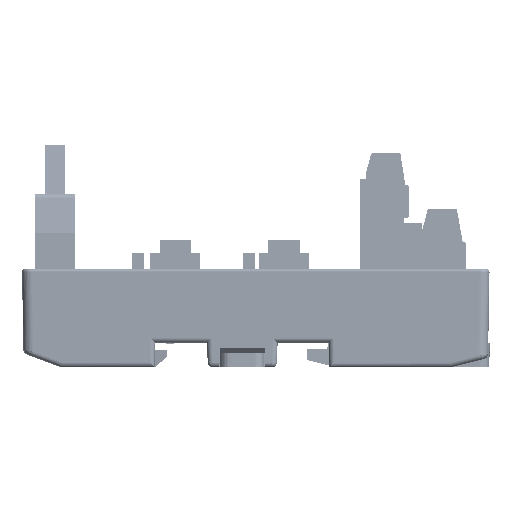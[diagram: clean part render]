
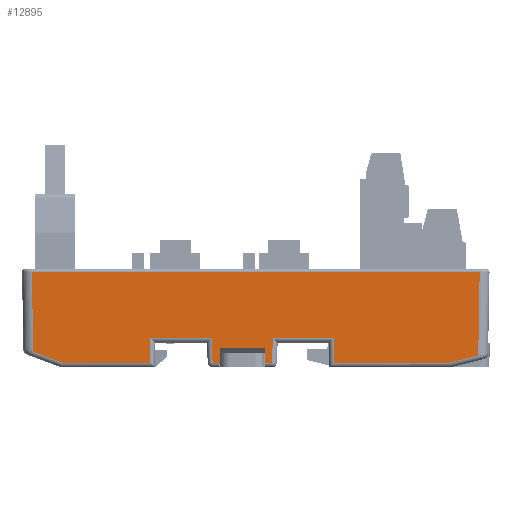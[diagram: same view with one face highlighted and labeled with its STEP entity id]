
A CAD part, left-side view. The second image highlights one B-rep face of the part: STEP entity #12895.
In plain terms, the highlighted planar face has unit normal (-1, 0, -0.018).
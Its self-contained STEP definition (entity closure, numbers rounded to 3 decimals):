
#6938=FACE_OUTER_BOUND('',#25819,.T.);
#12895=ADVANCED_FACE('',(#6938),#19018,.T.);
#19018=PLANE('',#117105);
#25819=EDGE_LOOP('',(#33330,#33331,#33332,#33333,#33334,#33335,#33336,#33337,
#33338,#33339,#33340,#33341,#33342,#33343,#33344,#33345,#33346,#33347));
#33330=ORIENTED_EDGE('',*,*,#76866,.T.);
#33331=ORIENTED_EDGE('',*,*,#76864,.T.);
#33332=ORIENTED_EDGE('',*,*,#76861,.T.);
#33333=ORIENTED_EDGE('',*,*,#76860,.T.);
#33334=ORIENTED_EDGE('',*,*,#76610,.T.);
#33335=ORIENTED_EDGE('',*,*,#76892,.T.);
#33336=ORIENTED_EDGE('',*,*,#76893,.T.);
#33337=ORIENTED_EDGE('',*,*,#76879,.T.);
#33338=ORIENTED_EDGE('',*,*,#76882,.T.);
#33339=ORIENTED_EDGE('',*,*,#76891,.T.);
#33340=ORIENTED_EDGE('',*,*,#76748,.F.);
#33341=ORIENTED_EDGE('',*,*,#76894,.T.);
#33342=ORIENTED_EDGE('',*,*,#76895,.T.);
#33343=ORIENTED_EDGE('',*,*,#76896,.T.);
#33344=ORIENTED_EDGE('',*,*,#76897,.T.);
#33345=ORIENTED_EDGE('',*,*,#76898,.T.);
#33346=ORIENTED_EDGE('',*,*,#76616,.T.);
#33347=ORIENTED_EDGE('',*,*,#76856,.T.);
#65795=VERTEX_POINT('',#154473);
#65796=VERTEX_POINT('',#154475);
#65800=VERTEX_POINT('',#154485);
#65801=VERTEX_POINT('',#154487);
#65889=VERTEX_POINT('',#154809);
#65890=VERTEX_POINT('',#154811);
#65960=VERTEX_POINT('',#155025);
#65961=VERTEX_POINT('',#155030);
#65962=VERTEX_POINT('',#155035);
#65963=VERTEX_POINT('',#155040);
#65968=VERTEX_POINT('',#155114);
#65969=VERTEX_POINT('',#155115);
#65970=VERTEX_POINT('',#155120);
#65973=VERTEX_POINT('',#155167);
#65974=VERTEX_POINT('',#155170);
#65975=VERTEX_POINT('',#155172);
#65976=VERTEX_POINT('',#155174);
#65977=VERTEX_POINT('',#155176);
#76610=EDGE_CURVE('',#65796,#65795,#93093,.T.);
#76616=EDGE_CURVE('',#65801,#65800,#93096,.T.);
#76748=EDGE_CURVE('',#65889,#65890,#93199,.T.);
#76856=EDGE_CURVE('',#65800,#65960,#93285,.T.);
#76860=EDGE_CURVE('',#65961,#65796,#93286,.T.);
#76861=EDGE_CURVE('',#65962,#65961,#93287,.T.);
#76864=EDGE_CURVE('',#65963,#65962,#93290,.T.);
#76866=EDGE_CURVE('',#65960,#65963,#93292,.T.);
#76879=EDGE_CURVE('',#65968,#65969,#93297,.T.);
#76882=EDGE_CURVE('',#65969,#65970,#93298,.T.);
#76891=EDGE_CURVE('',#65970,#65890,#93302,.T.);
#76892=EDGE_CURVE('',#65795,#65973,#93303,.T.);
#76893=EDGE_CURVE('',#65973,#65968,#93304,.T.);
#76894=EDGE_CURVE('',#65889,#65974,#93305,.T.);
#76895=EDGE_CURVE('',#65974,#65975,#93306,.T.);
#76896=EDGE_CURVE('',#65975,#65976,#93307,.T.);
#76897=EDGE_CURVE('',#65976,#65977,#93308,.T.);
#76898=EDGE_CURVE('',#65977,#65801,#93309,.T.);
#93093=LINE('',#154474,#105225);
#93096=LINE('',#154486,#105228);
#93199=LINE('',#154810,#105331);
#93285=LINE('',#155026,#105417);
#93286=LINE('',#155032,#105418);
#93287=LINE('',#155034,#105419);
#93290=LINE('',#155039,#105422);
#93292=LINE('',#155043,#105424);
#93297=LINE('',#155113,#105429);
#93298=LINE('',#155119,#105430);
#93302=LINE('',#155164,#105434);
#93303=LINE('',#155166,#105435);
#93304=LINE('',#155168,#105436);
#93305=LINE('',#155169,#105437);
#93306=LINE('',#155171,#105438);
#93307=LINE('',#155173,#105439);
#93308=LINE('',#155175,#105440);
#93309=LINE('',#155177,#105441);
#105225=VECTOR('',#125594,1.);
#105228=VECTOR('',#125605,1.);
#105331=VECTOR('',#125828,1.);
#105417=VECTOR('',#126032,1.);
#105418=VECTOR('',#126041,1.);
#105419=VECTOR('',#126044,1.);
#105422=VECTOR('',#126049,1.);
#105424=VECTOR('',#126053,1.);
#105429=VECTOR('',#126084,1.);
#105430=VECTOR('',#126091,1.);
#105434=VECTOR('',#126111,1.);
#105435=VECTOR('',#126114,1.);
#105436=VECTOR('',#126115,1.);
#105437=VECTOR('',#126116,1.);
#105438=VECTOR('',#126117,1.);
#105439=VECTOR('',#126118,1.);
#105440=VECTOR('',#126119,1.);
#105441=VECTOR('',#126120,1.);
#117105=AXIS2_PLACEMENT_3D('',#155178,#126121,#126122);
#125594=DIRECTION('',(-0.017,-0.035,0.999));
#125605=DIRECTION('',(0.017,-0.035,-0.999));
#125828=DIRECTION('',(0.,-1.,0.));
#126032=DIRECTION('',(0.,-1.,0.));
#126041=DIRECTION('',(0.,-1.,0.));
#126044=DIRECTION('',(0.017,-0.035,-0.999));
#126049=DIRECTION('',(0.,-1.,0.));
#126053=DIRECTION('',(-0.017,-0.035,0.999));
#126084=DIRECTION('',(0.,-1.,0.));
#126091=DIRECTION('',(-0.004,-0.97,0.243));
#126111=DIRECTION('',(-0.017,-0.017,1.));
#126114=DIRECTION('',(0.,-1.,0.));
#126115=DIRECTION('',(0.017,-0.017,-1.));
#126116=DIRECTION('',(0.017,-0.017,-1.));
#126117=DIRECTION('',(0.006,-0.936,-0.351));
#126118=DIRECTION('',(0.,-1.,0.));
#126119=DIRECTION('',(-0.017,-0.017,1.));
#126120=DIRECTION('',(0.,-1.,0.));
#126121=DIRECTION('',(-1.,0.,-0.017));
#126122=DIRECTION('',(-0.017,0.,1.));
#154473=CARTESIAN_POINT('',(-54.764,44.031,-13.505));
#154474=CARTESIAN_POINT('',(-55.007,43.546,0.377));
#154475=CARTESIAN_POINT('',(-54.677,44.205,-18.505));
#154485=CARTESIAN_POINT('',(-54.677,56.274,-18.505));
#154486=CARTESIAN_POINT('',(-55.003,56.926,0.186));
#154487=CARTESIAN_POINT('',(-54.764,56.448,-13.505));
#154809=CARTESIAN_POINT('',(-55.,93.001,0.));
#154810=CARTESIAN_POINT('',(-55.,47.5,0.));
#154811=CARTESIAN_POINT('',(-55.,2.,0.));
#155025=CARTESIAN_POINT('',(-54.677,54.86,-18.505));
#155026=CARTESIAN_POINT('',(-54.677,47.5,-18.505));
#155030=CARTESIAN_POINT('',(-54.677,45.619,-18.505));
#155032=CARTESIAN_POINT('',(-54.677,47.5,-18.505));
#155034=CARTESIAN_POINT('',(-55.01,46.285,0.557));
#155035=CARTESIAN_POINT('',(-54.73,45.724,-15.488));
#155039=CARTESIAN_POINT('',(-54.73,45.689,-15.488));
#155040=CARTESIAN_POINT('',(-54.73,54.755,-15.488));
#155043=CARTESIAN_POINT('',(-55.013,54.188,0.748));
#155113=CARTESIAN_POINT('',(-54.677,40.2,-18.505));
#155114=CARTESIAN_POINT('',(-54.677,31.579,-18.505));
#155115=CARTESIAN_POINT('',(-54.677,8.114,-18.505));
#155119=CARTESIAN_POINT('',(-54.565,33.836,-24.935));
#155120=CARTESIAN_POINT('',(-54.702,2.297,-17.051));
#155164=CARTESIAN_POINT('',(-55.01,1.99,0.547));
#155166=CARTESIAN_POINT('',(-54.764,32.649,-13.505));
#155167=CARTESIAN_POINT('',(-54.764,31.666,-13.505));
#155168=CARTESIAN_POINT('',(-55.014,31.915,0.787));
#155169=CARTESIAN_POINT('',(-54.997,92.998,-0.152));
#155170=CARTESIAN_POINT('',(-54.716,92.716,-16.297));
#155171=CARTESIAN_POINT('',(-54.534,65.005,-26.689));
#155172=CARTESIAN_POINT('',(-54.677,86.828,-18.505));
#155173=CARTESIAN_POINT('',(-54.677,47.5,-18.505));
#155174=CARTESIAN_POINT('',(-54.677,69.05,-18.505));
#155175=CARTESIAN_POINT('',(-54.747,68.98,-14.47));
#155176=CARTESIAN_POINT('',(-54.764,68.963,-13.505));
#155177=CARTESIAN_POINT('',(-54.764,57.414,-13.505));
#155178=CARTESIAN_POINT('',(-55.009,47.5,0.515));
